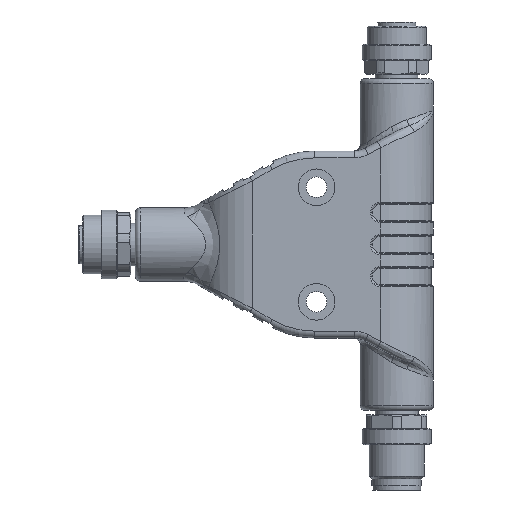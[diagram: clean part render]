
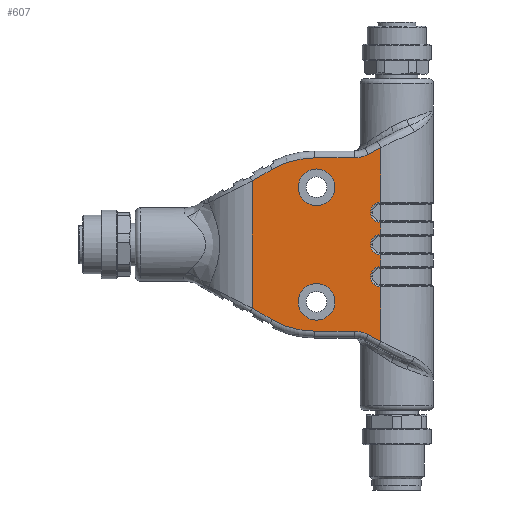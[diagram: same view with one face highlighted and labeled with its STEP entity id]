
A CAD part, front view. The second image highlights one B-rep face of the part: STEP entity #607.
In plain terms, the highlighted planar face has unit normal (0, -1, 0).
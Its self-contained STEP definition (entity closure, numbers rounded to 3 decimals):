
#202=PLANE('',#6187);
#384=FACE_BOUND('',#1455,.T.);
#385=FACE_BOUND('',#1456,.T.);
#386=FACE_BOUND('',#1457,.T.);
#607=ADVANCED_FACE('',(#384,#385,#386),#202,.T.);
#1455=EDGE_LOOP('',(#2228,#2229,#2230,#2231,#2232,#2233,#2234,#2235,#2236,
#2237,#2238,#2239,#2240,#2241,#2242,#2243,#2244,#2245));
#1456=EDGE_LOOP('',(#2246));
#1457=EDGE_LOOP('',(#2247));
#2228=ORIENTED_EDGE('',*,*,#4432,.T.);
#2229=ORIENTED_EDGE('',*,*,#4433,.T.);
#2230=ORIENTED_EDGE('',*,*,#4434,.T.);
#2231=ORIENTED_EDGE('',*,*,#4435,.T.);
#2232=ORIENTED_EDGE('',*,*,#4436,.T.);
#2233=ORIENTED_EDGE('',*,*,#4437,.T.);
#2234=ORIENTED_EDGE('',*,*,#4438,.T.);
#2235=ORIENTED_EDGE('',*,*,#4439,.T.);
#2236=ORIENTED_EDGE('',*,*,#4440,.T.);
#2237=ORIENTED_EDGE('',*,*,#4379,.T.);
#2238=ORIENTED_EDGE('',*,*,#4393,.T.);
#2239=ORIENTED_EDGE('',*,*,#4441,.T.);
#2240=ORIENTED_EDGE('',*,*,#4442,.T.);
#2241=ORIENTED_EDGE('',*,*,#4443,.T.);
#2242=ORIENTED_EDGE('',*,*,#4410,.T.);
#2243=ORIENTED_EDGE('',*,*,#4444,.T.);
#2244=ORIENTED_EDGE('',*,*,#4445,.T.);
#2245=ORIENTED_EDGE('',*,*,#4446,.T.);
#2246=ORIENTED_EDGE('',*,*,#4447,.F.);
#2247=ORIENTED_EDGE('',*,*,#4448,.T.);
#3823=VERTEX_POINT('',#9171);
#3836=VERTEX_POINT('',#9218);
#3844=VERTEX_POINT('',#9268);
#3861=VERTEX_POINT('',#9321);
#3862=VERTEX_POINT('',#9323);
#3881=VERTEX_POINT('',#9376);
#3882=VERTEX_POINT('',#9377);
#3883=VERTEX_POINT('',#9379);
#3884=VERTEX_POINT('',#9381);
#3885=VERTEX_POINT('',#9383);
#3886=VERTEX_POINT('',#9385);
#3887=VERTEX_POINT('',#9387);
#3888=VERTEX_POINT('',#9389);
#3889=VERTEX_POINT('',#9391);
#3890=VERTEX_POINT('',#9394);
#3891=VERTEX_POINT('',#9396);
#3892=VERTEX_POINT('',#9399);
#3893=VERTEX_POINT('',#9401);
#3894=VERTEX_POINT('',#9404);
#3895=VERTEX_POINT('',#9406);
#4379=EDGE_CURVE('',#3823,#3836,#5156,.T.);
#4393=EDGE_CURVE('',#3836,#3844,#5731,.T.);
#4410=EDGE_CURVE('',#3862,#3861,#5169,.T.);
#4432=EDGE_CURVE('',#3881,#3882,#5179,.T.);
#4433=EDGE_CURVE('',#3882,#3883,#5741,.T.);
#4434=EDGE_CURVE('',#3883,#3884,#5180,.T.);
#4435=EDGE_CURVE('',#3884,#3885,#5181,.T.);
#4436=EDGE_CURVE('',#3885,#3886,#5742,.T.);
#4437=EDGE_CURVE('',#3886,#3887,#5182,.T.);
#4438=EDGE_CURVE('',#3887,#3888,#5743,.T.);
#4439=EDGE_CURVE('',#3888,#3889,#5183,.T.);
#4440=EDGE_CURVE('',#3889,#3823,#5184,.T.);
#4441=EDGE_CURVE('',#3844,#3890,#5185,.T.);
#4442=EDGE_CURVE('',#3890,#3891,#5744,.T.);
#4443=EDGE_CURVE('',#3891,#3862,#5186,.T.);
#4444=EDGE_CURVE('',#3861,#3892,#5745,.T.);
#4445=EDGE_CURVE('',#3892,#3893,#5187,.T.);
#4446=EDGE_CURVE('',#3893,#3881,#5746,.T.);
#4447=EDGE_CURVE('',#3894,#3894,#5747,.T.);
#4448=EDGE_CURVE('',#3895,#3895,#5748,.T.);
#5156=LINE('',#9219,#5420);
#5169=LINE('',#9322,#5433);
#5179=LINE('',#9375,#5443);
#5180=LINE('',#9380,#5444);
#5181=LINE('',#9382,#5445);
#5182=LINE('',#9386,#5446);
#5183=LINE('',#9390,#5447);
#5184=LINE('',#9392,#5448);
#5185=LINE('',#9393,#5449);
#5186=LINE('',#9397,#5450);
#5187=LINE('',#9400,#5451);
#5420=VECTOR('',#7010,1.);
#5433=VECTOR('',#7061,1.);
#5443=VECTOR('',#7095,1.);
#5444=VECTOR('',#7098,1.);
#5445=VECTOR('',#7099,1.);
#5446=VECTOR('',#7102,1.);
#5447=VECTOR('',#7105,1.);
#5448=VECTOR('',#7106,1.);
#5449=VECTOR('',#7107,1.);
#5450=VECTOR('',#7110,1.);
#5451=VECTOR('',#7113,1.);
#5731=CIRCLE('',#6157,18.5);
#5741=CIRCLE('',#6179,2.2);
#5742=CIRCLE('',#6180,6.5);
#5743=CIRCLE('',#6181,18.5);
#5744=CIRCLE('',#6182,6.5);
#5745=CIRCLE('',#6183,2.2);
#5746=CIRCLE('',#6184,2.2);
#5747=CIRCLE('',#6185,4.);
#5748=CIRCLE('',#6186,4.);
#6157=AXIS2_PLACEMENT_3D('',#9269,#7033,#7034);
#6179=AXIS2_PLACEMENT_3D('',#9378,#7096,#7097);
#6180=AXIS2_PLACEMENT_3D('',#9384,#7100,#7101);
#6181=AXIS2_PLACEMENT_3D('',#9388,#7103,#7104);
#6182=AXIS2_PLACEMENT_3D('',#9395,#7108,#7109);
#6183=AXIS2_PLACEMENT_3D('',#9398,#7111,#7112);
#6184=AXIS2_PLACEMENT_3D('',#9402,#7114,#7115);
#6185=AXIS2_PLACEMENT_3D('',#9403,#7116,#7117);
#6186=AXIS2_PLACEMENT_3D('',#9405,#7118,#7119);
#6187=AXIS2_PLACEMENT_3D('',#9407,#7120,#7121);
#7010=DIRECTION('',(0.866,0.,-0.5));
#7033=DIRECTION('',(0.,-1.,0.));
#7034=DIRECTION('',(0.,0.,-1.));
#7061=DIRECTION('',(0.,0.,1.));
#7095=DIRECTION('',(0.,0.,1.));
#7096=DIRECTION('',(0.,1.,0.));
#7097=DIRECTION('',(0.,0.,-1.));
#7098=DIRECTION('',(0.,0.,1.));
#7099=DIRECTION('',(-0.879,0.,-0.478));
#7100=DIRECTION('',(0.,1.,0.));
#7101=DIRECTION('',(0.,0.,-1.));
#7102=DIRECTION('',(-1.,0.,0.));
#7103=DIRECTION('',(0.,-1.,0.));
#7104=DIRECTION('',(0.,0.,-1.));
#7105=DIRECTION('',(-0.866,0.,-0.5));
#7106=DIRECTION('',(0.,0.,-1.));
#7107=DIRECTION('',(1.,0.,0.));
#7108=DIRECTION('',(0.,1.,0.));
#7109=DIRECTION('',(0.,0.,-1.));
#7110=DIRECTION('',(0.879,0.,-0.478));
#7111=DIRECTION('',(0.,1.,0.));
#7112=DIRECTION('',(0.,0.,-1.));
#7113=DIRECTION('',(0.,0.,1.));
#7114=DIRECTION('',(0.,1.,0.));
#7115=DIRECTION('',(0.,0.,-1.));
#7116=DIRECTION('',(0.,-1.,0.));
#7117=DIRECTION('',(0.,0.,-1.));
#7118=DIRECTION('',(0.,1.,0.));
#7119=DIRECTION('',(0.,0.,-1.));
#7120=DIRECTION('',(0.,-1.,0.));
#7121=DIRECTION('',(0.,0.,-1.));
#9171=CARTESIAN_POINT('',(-14.,-11.5,-13.907));
#9218=CARTESIAN_POINT('',(-9.646,-11.5,-16.421));
#9219=CARTESIAN_POINT('',(-9.646,-11.5,-16.421));
#9268=CARTESIAN_POINT('',(-0.396,-11.5,-18.9));
#9269=CARTESIAN_POINT('',(-0.396,-11.5,-0.4));
#9321=CARTESIAN_POINT('',(14.,-11.5,-9.2));
#9322=CARTESIAN_POINT('',(14.,-11.5,29.1));
#9323=CARTESIAN_POINT('',(14.,-11.5,-21.139));
#9375=CARTESIAN_POINT('',(14.,-11.5,29.1));
#9376=CARTESIAN_POINT('',(14.,-11.5,2.2));
#9377=CARTESIAN_POINT('',(14.,-11.5,4.8));
#9378=CARTESIAN_POINT('',(14.,-11.5,7.));
#9379=CARTESIAN_POINT('',(14.,-11.5,9.2));
#9380=CARTESIAN_POINT('',(14.,-11.5,29.1));
#9381=CARTESIAN_POINT('',(14.,-11.5,21.139));
#9382=CARTESIAN_POINT('',(-5.677,-11.5,10.44));
#9383=CARTESIAN_POINT('',(11.334,-11.5,19.69));
#9384=CARTESIAN_POINT('',(8.229,-11.5,25.4));
#9385=CARTESIAN_POINT('',(8.229,-11.5,18.9));
#9386=CARTESIAN_POINT('',(-0.396,-11.5,18.9));
#9387=CARTESIAN_POINT('',(-0.396,-11.5,18.9));
#9388=CARTESIAN_POINT('',(-0.396,-11.5,0.4));
#9389=CARTESIAN_POINT('',(-9.646,-11.5,16.421));
#9390=CARTESIAN_POINT('',(-13.25,-11.5,14.34));
#9391=CARTESIAN_POINT('',(-14.,-11.5,13.907));
#9392=CARTESIAN_POINT('',(-14.,-11.5,-9.));
#9393=CARTESIAN_POINT('',(8.229,-11.5,-18.9));
#9394=CARTESIAN_POINT('',(8.229,-11.5,-18.9));
#9395=CARTESIAN_POINT('',(8.229,-11.5,-25.4));
#9396=CARTESIAN_POINT('',(11.334,-11.5,-19.69));
#9397=CARTESIAN_POINT('',(-5.677,-11.5,-10.44));
#9398=CARTESIAN_POINT('',(14.,-11.5,-7.));
#9399=CARTESIAN_POINT('',(14.,-11.5,-4.8));
#9400=CARTESIAN_POINT('',(14.,-11.5,29.1));
#9401=CARTESIAN_POINT('',(14.,-11.5,-2.2));
#9402=CARTESIAN_POINT('',(14.,-11.5,0.));
#9403=CARTESIAN_POINT('',(0.,-11.5,-12.5));
#9404=CARTESIAN_POINT('',(0.,-11.5,-16.5));
#9405=CARTESIAN_POINT('',(0.,-11.5,12.5));
#9406=CARTESIAN_POINT('',(0.,-11.5,8.5));
#9407=CARTESIAN_POINT('',(0.,-11.5,0.));
